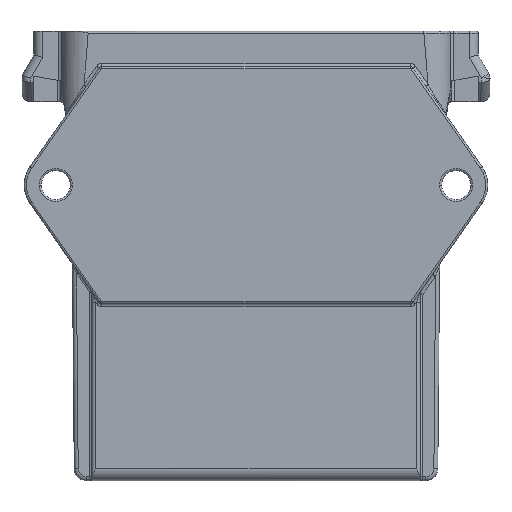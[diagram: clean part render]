
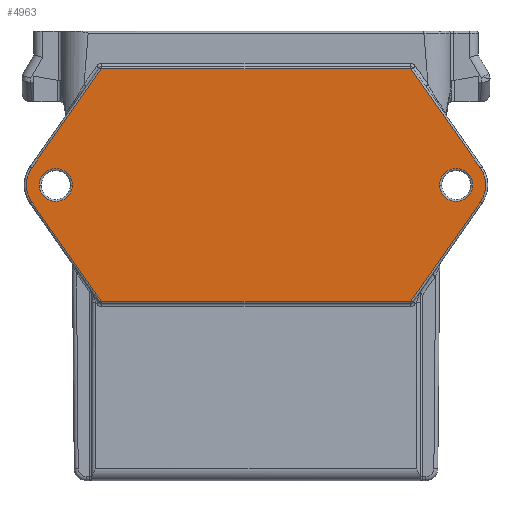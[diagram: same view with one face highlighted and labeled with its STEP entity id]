
A CAD part, front view. The second image highlights one B-rep face of the part: STEP entity #4963.
In plain terms, the highlighted planar face has unit normal (0, -1, 0).
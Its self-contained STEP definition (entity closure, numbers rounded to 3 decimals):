
#451 = CARTESIAN_POINT ( 'NONE',  ( -56.944, -18.491, -43.291 ) ) ;
#471 = DIRECTION ( 'NONE',  ( 0., 0., 1. ) ) ;
#531 = AXIS2_PLACEMENT_3D ( 'NONE', #2640, #16758, #15316 ) ;
#563 = ORIENTED_EDGE ( 'NONE', *, *, #18352, .T. ) ;
#1017 = LINE ( 'NONE', #5575, #15826 ) ;
#1095 = VERTEX_POINT ( 'NONE', #13450 ) ;
#1183 = ORIENTED_EDGE ( 'NONE', *, *, #9127, .T. ) ;
#1480 = CARTESIAN_POINT ( 'NONE',  ( -39.394, -18.491, -9.623 ) ) ;
#2084 = ORIENTED_EDGE ( 'NONE', *, *, #14293, .T. ) ;
#2085 = DIRECTION ( 'NONE',  ( 0.574, 0., -0.819 ) ) ;
#2300 = ORIENTED_EDGE ( 'NONE', *, *, #10176, .T. ) ;
#2375 = CIRCLE ( 'NONE', #6700, 0.3 ) ;
#2457 = CARTESIAN_POINT ( 'NONE',  ( 39.394, -18.491, -68.355 ) ) ;
#2640 = CARTESIAN_POINT ( 'NONE',  ( -50.799, -18.491, -38.989 ) ) ;
#2909 = CARTESIAN_POINT ( 'NONE',  ( -39.394, -18.491, -9.623 ) ) ;
#3127 = CARTESIAN_POINT ( 'NONE',  ( 39.149, -18.491, -9.795 ) ) ;
#3569 = DIRECTION ( 'NONE',  ( 0., -1., 0. ) ) ;
#3833 = AXIS2_PLACEMENT_3D ( 'NONE', #19315, #16221, #18001 ) ;
#3846 = VERTEX_POINT ( 'NONE', #5104 ) ;
#3920 = EDGE_LOOP ( 'NONE', ( #9568, #1183 ) ) ;
#3949 = CIRCLE ( 'NONE', #7145, 0.3 ) ;
#3974 = ORIENTED_EDGE ( 'NONE', *, *, #13798, .T. ) ;
#4399 = DIRECTION ( 'NONE',  ( 0., 1., 0. ) ) ;
#4416 = EDGE_CURVE ( 'NONE', #19912, #7689, #14979, .T. ) ;
#4475 = VERTEX_POINT ( 'NONE', #7124 ) ;
#4611 = FACE_BOUND ( 'NONE', #3920, .T. ) ;
#4802 = DIRECTION ( 'NONE',  ( 0., 0., -1. ) ) ;
#4846 = CIRCLE ( 'NONE', #10109, 0.3 ) ;
#4963 = ADVANCED_FACE ( 'NONE', ( #6338, #4611, #10519 ), #5851, .T. ) ;
#5081 = DIRECTION ( 'NONE',  ( 1., 0., 0. ) ) ;
#5093 = CARTESIAN_POINT ( 'NONE',  ( 39.394, -18.491, -9.623 ) ) ;
#5104 = CARTESIAN_POINT ( 'NONE',  ( -54.995, -18.491, -38.989 ) ) ;
#5165 = CARTESIAN_POINT ( 'NONE',  ( -56.944, -18.491, -43.291 ) ) ;
#5575 = CARTESIAN_POINT ( 'NONE',  ( 56.944, -18.491, -34.687 ) ) ;
#5710 = LINE ( 'NONE', #13420, #13593 ) ;
#5767 = DIRECTION ( 'NONE',  ( 1., 0., 0. ) ) ;
#5851 = PLANE ( 'NONE',  #16106 ) ;
#6041 = CARTESIAN_POINT ( 'NONE',  ( -50.799, -18.491, -38.989 ) ) ;
#6135 = CIRCLE ( 'NONE', #8235, 4.196 ) ;
#6241 = ORIENTED_EDGE ( 'NONE', *, *, #14537, .T. ) ;
#6338 = FACE_OUTER_BOUND ( 'NONE', #7778, .T. ) ;
#6529 = CARTESIAN_POINT ( 'NONE',  ( -50.799, -18.491, -38.989 ) ) ;
#6700 = AXIS2_PLACEMENT_3D ( 'NONE', #3127, #18969, #10898 ) ;
#6708 = VERTEX_POINT ( 'NONE', #18859 ) ;
#7056 = VECTOR ( 'NONE', #10309, 1000. ) ;
#7124 = CARTESIAN_POINT ( 'NONE',  ( 39.394, -18.491, -68.355 ) ) ;
#7145 = AXIS2_PLACEMENT_3D ( 'NONE', #18868, #7692, #4802 ) ;
#7190 = EDGE_CURVE ( 'NONE', #13532, #10062, #11901, .T. ) ;
#7525 = CIRCLE ( 'NONE', #12617, 7.501 ) ;
#7594 = CARTESIAN_POINT ( 'NONE',  ( 56.944, -18.491, -43.291 ) ) ;
#7689 = VERTEX_POINT ( 'NONE', #15208 ) ;
#7692 = DIRECTION ( 'NONE',  ( 0., -1., 0. ) ) ;
#7732 = EDGE_CURVE ( 'NONE', #7689, #14448, #5710, .T. ) ;
#7778 = EDGE_LOOP ( 'NONE', ( #14186, #6241, #563, #11705, #3974, #17850, #17048, #2300, #2084, #12064, #9460, #19394 ) ) ;
#8134 = EDGE_CURVE ( 'NONE', #10062, #11176, #1017, .T. ) ;
#8227 = DIRECTION ( 'NONE',  ( 0., -1., 0. ) ) ;
#8235 = AXIS2_PLACEMENT_3D ( 'NONE', #18664, #4399, #15503 ) ;
#8397 = DIRECTION ( 'NONE',  ( 0., 1., 0. ) ) ;
#8508 = CIRCLE ( 'NONE', #531, 4.196 ) ;
#8939 = VERTEX_POINT ( 'NONE', #20394 ) ;
#9052 = VECTOR ( 'NONE', #2085, 1000. ) ;
#9127 = EDGE_CURVE ( 'NONE', #10258, #13387, #18507, .T. ) ;
#9132 = DIRECTION ( 'NONE',  ( -0.574, 0., -0.819 ) ) ;
#9177 = EDGE_LOOP ( 'NONE', ( #17921, #16840 ) ) ;
#9460 = ORIENTED_EDGE ( 'NONE', *, *, #8134, .T. ) ;
#9568 = ORIENTED_EDGE ( 'NONE', *, *, #12694, .T. ) ;
#9883 = CARTESIAN_POINT ( 'NONE',  ( -39.149, -18.491, -68.183 ) ) ;
#10053 = LINE ( 'NONE', #451, #9052 ) ;
#10062 = VERTEX_POINT ( 'NONE', #10188 ) ;
#10109 = AXIS2_PLACEMENT_3D ( 'NONE', #19204, #3569, #471 ) ;
#10176 = EDGE_CURVE ( 'NONE', #14448, #4475, #3949, .T. ) ;
#10188 = CARTESIAN_POINT ( 'NONE',  ( 56.944, -18.491, -34.687 ) ) ;
#10258 = VERTEX_POINT ( 'NONE', #19145 ) ;
#10294 = EDGE_CURVE ( 'NONE', #1095, #8939, #11366, .T. ) ;
#10309 = DIRECTION ( 'NONE',  ( 0.574, 0., 0.819 ) ) ;
#10519 = FACE_BOUND ( 'NONE', #9177, .T. ) ;
#10898 = DIRECTION ( 'NONE',  ( 0.819, 0., 0.574 ) ) ;
#11176 = VERTEX_POINT ( 'NONE', #5093 ) ;
#11366 = LINE ( 'NONE', #12865, #14324 ) ;
#11411 = DIRECTION ( 'NONE',  ( -0.819, 0., -0.574 ) ) ;
#11447 = AXIS2_PLACEMENT_3D ( 'NONE', #6529, #8397, #5081 ) ;
#11511 = CARTESIAN_POINT ( 'NONE',  ( 50.799, -18.491, -38.989 ) ) ;
#11661 = DIRECTION ( 'NONE',  ( -0.574, 0., 0.819 ) ) ;
#11705 = ORIENTED_EDGE ( 'NONE', *, *, #15629, .T. ) ;
#11709 = DIRECTION ( 'NONE',  ( 0., 1., 0. ) ) ;
#11901 = CIRCLE ( 'NONE', #3833, 7.501 ) ;
#12064 = ORIENTED_EDGE ( 'NONE', *, *, #7190, .T. ) ;
#12132 = DIRECTION ( 'NONE',  ( 0., -1., 0. ) ) ;
#12419 = CIRCLE ( 'NONE', #11447, 4.196 ) ;
#12478 = VERTEX_POINT ( 'NONE', #5165 ) ;
#12617 = AXIS2_PLACEMENT_3D ( 'NONE', #6041, #17055, #16787 ) ;
#12694 = EDGE_CURVE ( 'NONE', #13387, #10258, #6135, .T. ) ;
#12865 = CARTESIAN_POINT ( 'NONE',  ( 39.149, -18.491, -9.495 ) ) ;
#13226 = LINE ( 'NONE', #2457, #7056 ) ;
#13276 = DIRECTION ( 'NONE',  ( -1., 0., 0. ) ) ;
#13387 = VERTEX_POINT ( 'NONE', #15055 ) ;
#13420 = CARTESIAN_POINT ( 'NONE',  ( -39.149, -18.491, -68.483 ) ) ;
#13450 = CARTESIAN_POINT ( 'NONE',  ( 39.149, -18.491, -9.495 ) ) ;
#13532 = VERTEX_POINT ( 'NONE', #7594 ) ;
#13593 = VECTOR ( 'NONE', #5767, 1000. ) ;
#13798 = EDGE_CURVE ( 'NONE', #12478, #19912, #10053, .T. ) ;
#14186 = ORIENTED_EDGE ( 'NONE', *, *, #10294, .T. ) ;
#14293 = EDGE_CURVE ( 'NONE', #4475, #13532, #13226, .T. ) ;
#14324 = VECTOR ( 'NONE', #14383, 1000. ) ;
#14383 = DIRECTION ( 'NONE',  ( -1., 0., 0. ) ) ;
#14448 = VERTEX_POINT ( 'NONE', #20304 ) ;
#14537 = EDGE_CURVE ( 'NONE', #8939, #18794, #4846, .T. ) ;
#14979 = CIRCLE ( 'NONE', #19276, 0.3 ) ;
#15055 = CARTESIAN_POINT ( 'NONE',  ( 54.995, -18.491, -38.989 ) ) ;
#15208 = CARTESIAN_POINT ( 'NONE',  ( -39.149, -18.491, -68.483 ) ) ;
#15285 = DIRECTION ( 'NONE',  ( 0., 0., -1. ) ) ;
#15316 = DIRECTION ( 'NONE',  ( -1., 0., 0. ) ) ;
#15503 = DIRECTION ( 'NONE',  ( 1., 0., 0. ) ) ;
#15629 = EDGE_CURVE ( 'NONE', #6708, #12478, #7525, .T. ) ;
#15740 = AXIS2_PLACEMENT_3D ( 'NONE', #11511, #11709, #13276 ) ;
#15826 = VECTOR ( 'NONE', #11661, 1000. ) ;
#16106 = AXIS2_PLACEMENT_3D ( 'NONE', #19981, #12132, #15285 ) ;
#16221 = DIRECTION ( 'NONE',  ( 0., -1., 0. ) ) ;
#16445 = LINE ( 'NONE', #1480, #17936 ) ;
#16758 = DIRECTION ( 'NONE',  ( 0., 1., 0. ) ) ;
#16787 = DIRECTION ( 'NONE',  ( -0.819, 0., 0.574 ) ) ;
#16840 = ORIENTED_EDGE ( 'NONE', *, *, #19792, .T. ) ;
#17048 = ORIENTED_EDGE ( 'NONE', *, *, #7732, .T. ) ;
#17055 = DIRECTION ( 'NONE',  ( 0., -1., 0. ) ) ;
#17291 = VERTEX_POINT ( 'NONE', #18918 ) ;
#17850 = ORIENTED_EDGE ( 'NONE', *, *, #4416, .T. ) ;
#17921 = ORIENTED_EDGE ( 'NONE', *, *, #18183, .T. ) ;
#17936 = VECTOR ( 'NONE', #9132, 1000. ) ;
#18001 = DIRECTION ( 'NONE',  ( 0.819, 0., -0.574 ) ) ;
#18183 = EDGE_CURVE ( 'NONE', #17291, #3846, #12419, .T. ) ;
#18352 = EDGE_CURVE ( 'NONE', #18794, #6708, #16445, .T. ) ;
#18507 = CIRCLE ( 'NONE', #15740, 4.196 ) ;
#18664 = CARTESIAN_POINT ( 'NONE',  ( 50.799, -18.491, -38.989 ) ) ;
#18788 = EDGE_CURVE ( 'NONE', #11176, #1095, #2375, .T. ) ;
#18794 = VERTEX_POINT ( 'NONE', #2909 ) ;
#18859 = CARTESIAN_POINT ( 'NONE',  ( -56.944, -18.491, -34.687 ) ) ;
#18868 = CARTESIAN_POINT ( 'NONE',  ( 39.149, -18.491, -68.183 ) ) ;
#18918 = CARTESIAN_POINT ( 'NONE',  ( -46.604, -18.491, -38.989 ) ) ;
#18969 = DIRECTION ( 'NONE',  ( 0., -1., 0. ) ) ;
#19145 = CARTESIAN_POINT ( 'NONE',  ( 46.604, -18.491, -38.989 ) ) ;
#19204 = CARTESIAN_POINT ( 'NONE',  ( -39.149, -18.491, -9.795 ) ) ;
#19276 = AXIS2_PLACEMENT_3D ( 'NONE', #9883, #8227, #11411 ) ;
#19315 = CARTESIAN_POINT ( 'NONE',  ( 50.799, -18.491, -38.989 ) ) ;
#19394 = ORIENTED_EDGE ( 'NONE', *, *, #18788, .T. ) ;
#19792 = EDGE_CURVE ( 'NONE', #3846, #17291, #8508, .T. ) ;
#19912 = VERTEX_POINT ( 'NONE', #20416 ) ;
#19981 = CARTESIAN_POINT ( 'NONE',  ( 0., -18.491, 0. ) ) ;
#20304 = CARTESIAN_POINT ( 'NONE',  ( 39.149, -18.491, -68.483 ) ) ;
#20394 = CARTESIAN_POINT ( 'NONE',  ( -39.149, -18.491, -9.495 ) ) ;
#20416 = CARTESIAN_POINT ( 'NONE',  ( -39.394, -18.491, -68.355 ) ) ;
